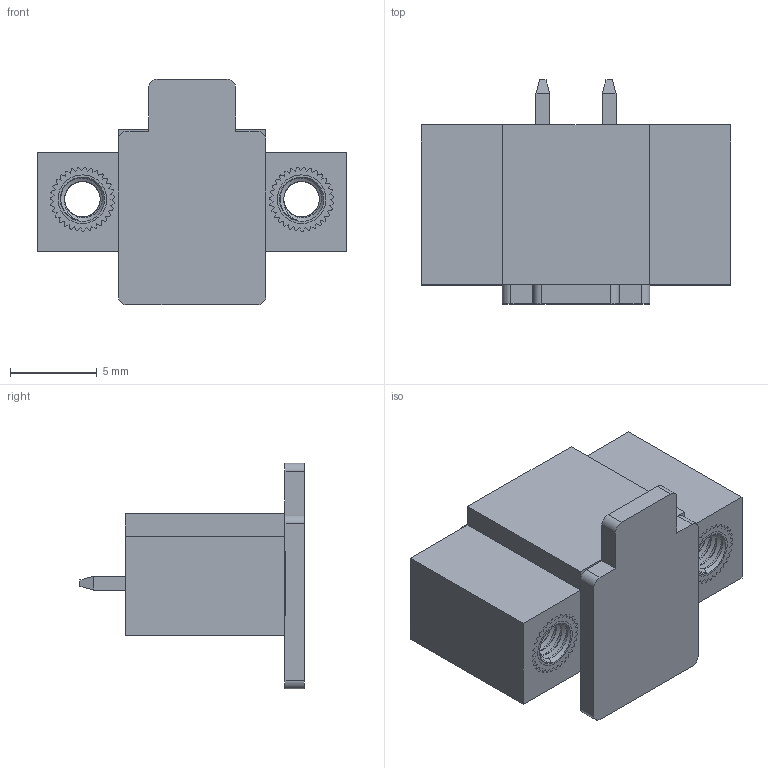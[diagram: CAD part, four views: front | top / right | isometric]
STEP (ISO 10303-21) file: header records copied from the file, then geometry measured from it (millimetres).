
FILE_DESCRIPTION(/* description */ ('Unknown'),/* implementation_level */ '2;1');
FILE_NAME(/* name */ '691701320002B',/* time_stamp */ '2024-12-12T15:19:32+01:00',/* author */ ('Unknown'),/* organization */ ('Unknown'),/* preprocessor_version */ 'ST-DEVELOPER v19.4',/* originating_system */ 'Solid Edge',/* authorisation */ 'Unknown');
FILE_SCHEMA (('AUTOMOTIVE_DESIGN {1 0 10303 214 3 1 1}'));
Length unit declared in the file: millimetre
Products named in the file (5): 6917013200xxB; 691701320002B; 6917013200xxB_Flange; 6917013200xxB_Pins; 6917013200xxB_CAP
Assembly tree (6 placements, depth 2):
  6917013200xxB
    691701320002B
    6917013200xxB_Flange  x2
    6917013200xxB_Pins  x2
    6917013200xxB_CAP
Bounding box: 17.81 x 12.9 x 13 mm (x, y, z)
Volume: 781.6 mm3; surface area: 1970.9 mm2
Topology: 6 solids, 6 shells, 430 faces, 1222 edges, 806 vertices
Faces by surface type: plane 336, cylinder 82, cone 6, bspline 6
Full cylindrical faces by diameter (mm): 1.25 x2, 1.8 x2, 2.8 x2
Entity records: 12282 total; most frequent: CARTESIAN_POINT 3945, ORIENTED_EDGE 1754, DIRECTION 1623, EDGE_CURVE 877, LINE 745, VECTOR 745, VERTEX_POINT 582, AXIS2_PLACEMENT_3D 439
